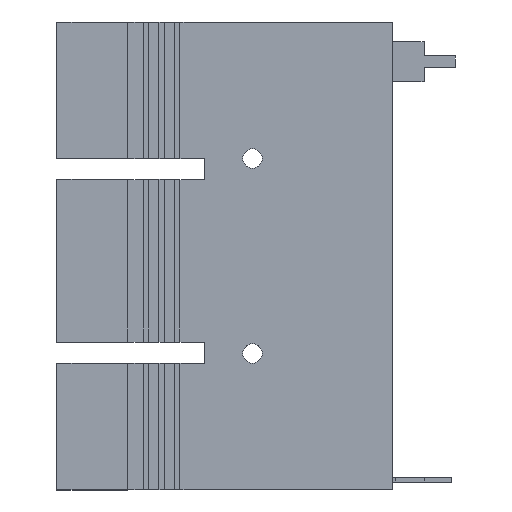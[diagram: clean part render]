
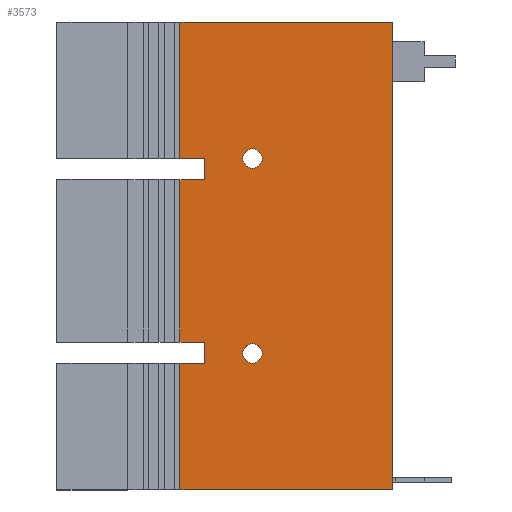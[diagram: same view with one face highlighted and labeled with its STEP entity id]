
A CAD part, top view. The second image highlights one B-rep face of the part: STEP entity #3573.
In plain terms, the highlighted planar face has unit normal (0, 0, 1).
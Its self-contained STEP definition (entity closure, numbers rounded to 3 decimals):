
#20=FACE_BOUND('',#255,.T.);
#21=FACE_BOUND('',#256,.T.);
#25=CIRCLE('',#3762,1.25);
#27=CIRCLE('',#3766,1.25);
#71=FACE_OUTER_BOUND('',#254,.T.);
#254=EDGE_LOOP('',(#2700,#2701,#2702,#2703,#2704,#2705,#2706,#2707,#2708,
#2709,#2710,#2711));
#255=EDGE_LOOP('',(#2712));
#256=EDGE_LOOP('',(#2713));
#494=LINE('',#5021,#1013);
#497=LINE('',#5026,#1016);
#543=LINE('',#5118,#1062);
#589=LINE('',#5211,#1108);
#592=LINE('',#5216,#1111);
#638=LINE('',#5308,#1157);
#684=LINE('',#5400,#1203);
#685=LINE('',#5402,#1204);
#686=LINE('',#5404,#1205);
#687=LINE('',#5406,#1206);
#688=LINE('',#5407,#1207);
#689=LINE('',#5408,#1208);
#1013=VECTOR('',#4097,10.);
#1016=VECTOR('',#4102,10.);
#1062=VECTOR('',#4150,10.);
#1108=VECTOR('',#4198,10.);
#1111=VECTOR('',#4203,10.);
#1157=VECTOR('',#4251,10.);
#1203=VECTOR('',#4299,10.);
#1204=VECTOR('',#4300,10.);
#1205=VECTOR('',#4301,10.);
#1206=VECTOR('',#4302,10.);
#1207=VECTOR('',#4303,10.);
#1208=VECTOR('',#4304,10.);
#1502=VERTEX_POINT('',#5007);
#1504=VERTEX_POINT('',#5015);
#1505=VERTEX_POINT('',#5019);
#1506=VERTEX_POINT('',#5020);
#1507=VERTEX_POINT('',#5025);
#1552=VERTEX_POINT('',#5117);
#1597=VERTEX_POINT('',#5209);
#1598=VERTEX_POINT('',#5210);
#1599=VERTEX_POINT('',#5215);
#1644=VERTEX_POINT('',#5307);
#1689=VERTEX_POINT('',#5399);
#1690=VERTEX_POINT('',#5401);
#1691=VERTEX_POINT('',#5403);
#1692=VERTEX_POINT('',#5405);
#1880=EDGE_CURVE('',#1502,#1502,#25,.T.);
#1884=EDGE_CURVE('',#1504,#1504,#27,.T.);
#1886=EDGE_CURVE('',#1505,#1506,#494,.T.);
#1889=EDGE_CURVE('',#1506,#1507,#497,.T.);
#1935=EDGE_CURVE('',#1552,#1505,#543,.T.);
#1981=EDGE_CURVE('',#1597,#1598,#589,.T.);
#1984=EDGE_CURVE('',#1598,#1599,#592,.T.);
#2030=EDGE_CURVE('',#1644,#1597,#638,.T.);
#2076=EDGE_CURVE('',#1507,#1689,#684,.T.);
#2077=EDGE_CURVE('',#1689,#1690,#685,.T.);
#2078=EDGE_CURVE('',#1690,#1691,#686,.T.);
#2079=EDGE_CURVE('',#1691,#1692,#687,.T.);
#2080=EDGE_CURVE('',#1692,#1644,#688,.T.);
#2081=EDGE_CURVE('',#1599,#1552,#689,.T.);
#2700=ORIENTED_EDGE('',*,*,#1935,.T.);
#2701=ORIENTED_EDGE('',*,*,#1886,.T.);
#2702=ORIENTED_EDGE('',*,*,#1889,.T.);
#2703=ORIENTED_EDGE('',*,*,#2076,.T.);
#2704=ORIENTED_EDGE('',*,*,#2077,.T.);
#2705=ORIENTED_EDGE('',*,*,#2078,.T.);
#2706=ORIENTED_EDGE('',*,*,#2079,.T.);
#2707=ORIENTED_EDGE('',*,*,#2080,.T.);
#2708=ORIENTED_EDGE('',*,*,#2030,.T.);
#2709=ORIENTED_EDGE('',*,*,#1981,.T.);
#2710=ORIENTED_EDGE('',*,*,#1984,.T.);
#2711=ORIENTED_EDGE('',*,*,#2081,.T.);
#2712=ORIENTED_EDGE('',*,*,#1884,.T.);
#2713=ORIENTED_EDGE('',*,*,#1880,.T.);
#3393=PLANE('',#3773);
#3573=ADVANCED_FACE('',(#71,#20,#21),#3393,.T.);
#3762=AXIS2_PLACEMENT_3D('',#5008,#4082,#4083);
#3766=AXIS2_PLACEMENT_3D('',#5016,#4092,#4093);
#3773=AXIS2_PLACEMENT_3D('',#5398,#4297,#4298);
#4082=DIRECTION('center_axis',(0.,0.,-1.));
#4083=DIRECTION('ref_axis',(-1.,0.,0.));
#4092=DIRECTION('center_axis',(0.,0.,-1.));
#4093=DIRECTION('ref_axis',(-1.,0.,0.));
#4097=DIRECTION('',(0.,-1.,0.));
#4102=DIRECTION('',(-1.,0.,0.));
#4150=DIRECTION('',(1.,0.,0.));
#4198=DIRECTION('',(0.,-1.,0.));
#4203=DIRECTION('',(-1.,0.,0.));
#4251=DIRECTION('',(1.,0.,0.));
#4297=DIRECTION('center_axis',(0.,0.,1.));
#4298=DIRECTION('ref_axis',(1.,0.,0.));
#4299=DIRECTION('',(0.,-1.,0.));
#4300=DIRECTION('',(1.,0.,0.));
#4301=DIRECTION('',(0.,1.,0.));
#4302=DIRECTION('',(-1.,0.,0.));
#4303=DIRECTION('',(0.,-1.,0.));
#4304=DIRECTION('',(0.,-1.,0.));
#5007=CARTESIAN_POINT('',(17.25,17.5,2.5));
#5008=CARTESIAN_POINT('Origin',(16.,17.5,2.5));
#5015=CARTESIAN_POINT('',(17.25,42.5,2.5));
#5016=CARTESIAN_POINT('Origin',(16.,42.5,2.5));
#5019=CARTESIAN_POINT('',(9.9,18.95,2.5));
#5020=CARTESIAN_POINT('',(9.9,16.25,2.5));
#5021=CARTESIAN_POINT('',(9.9,24.475,2.5));
#5025=CARTESIAN_POINT('',(6.7,16.25,2.5));
#5026=CARTESIAN_POINT('',(13.45,16.25,2.5));
#5117=CARTESIAN_POINT('',(6.7,18.95,2.5));
#5118=CARTESIAN_POINT('',(3.95,18.95,2.5));
#5209=CARTESIAN_POINT('',(9.9,42.5,2.5));
#5210=CARTESIAN_POINT('',(9.9,39.8,2.5));
#5211=CARTESIAN_POINT('',(9.9,36.25,2.5));
#5215=CARTESIAN_POINT('',(6.7,39.8,2.5));
#5216=CARTESIAN_POINT('',(13.45,39.8,2.5));
#5307=CARTESIAN_POINT('',(6.7,42.5,2.5));
#5308=CARTESIAN_POINT('',(3.95,42.5,2.5));
#5398=CARTESIAN_POINT('Origin',(17.,30.,2.5));
#5399=CARTESIAN_POINT('',(6.7,0.,2.5));
#5400=CARTESIAN_POINT('',(6.7,15.,2.5));
#5401=CARTESIAN_POINT('',(34.,0.,2.5));
#5402=CARTESIAN_POINT('',(0.,0.,2.5));
#5403=CARTESIAN_POINT('',(34.,60.,2.5));
#5404=CARTESIAN_POINT('',(34.,0.,2.5));
#5405=CARTESIAN_POINT('',(6.7,60.,2.5));
#5406=CARTESIAN_POINT('',(34.,60.,2.5));
#5407=CARTESIAN_POINT('',(6.7,15.,2.5));
#5408=CARTESIAN_POINT('',(6.7,15.,2.5));
